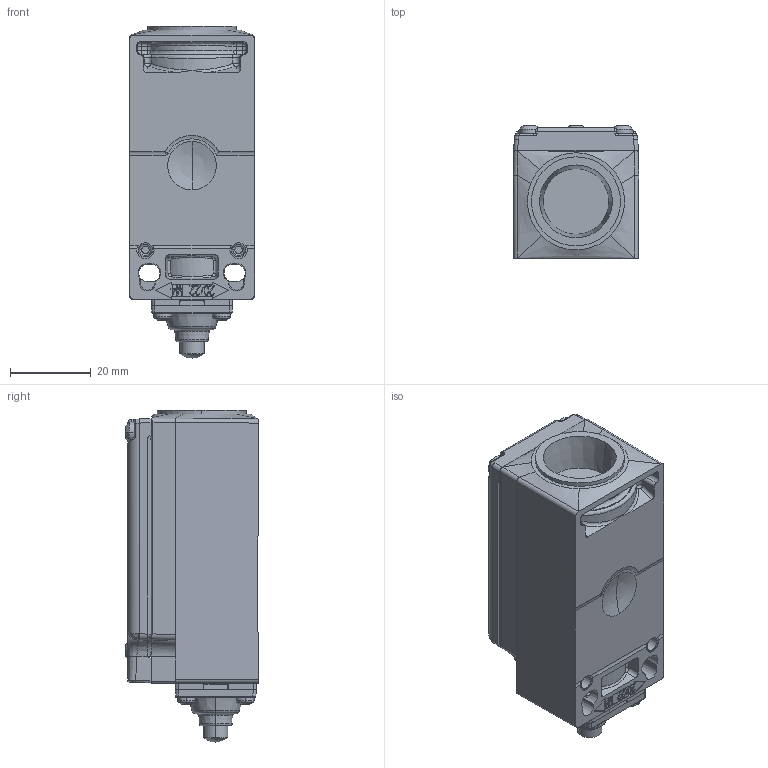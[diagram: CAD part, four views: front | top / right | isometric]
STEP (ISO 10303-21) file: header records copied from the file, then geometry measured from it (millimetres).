
FILE_DESCRIPTION((''),'2;1');
FILE_NAME('ROHTEIL_SW0001','2016-06-03T',('sharbsmeier'),('.steute Schaltgeräte GmbH, Löhne'),'PRO/ENGINEER BY PARAMETRIC TECHNOLOGY CORPORATION, 2015070','PRO/ENGINEER BY PARAMETRIC TECHNOLOGY CORPORATION, 2015070','');
FILE_SCHEMA(('CONFIG_CONTROL_DESIGN'));
Length unit declared in the file: millimetre
Products named in the file (1): ROHTEIL_SW0001
Bounding box: 31 x 32.75 x 82 mm (x, y, z)
Surface area: 14485.8 mm2 (no closed solid volume)
Topology: 0 solids, 31 shells, 503 faces, 1838 edges, 1335 vertices
Faces by surface type: plane 193, cylinder 159, bspline 72, cone 32, torus 25, sphere 20, extrusion 2
Entity records: 24341 total; most frequent: CARTESIAN_POINT 9437, ORIENTED_EDGE 2946, DIRECTION 2889, EDGE_CURVE 1833, VERTEX_POINT 1335, VECTOR 1025, LINE 1023, AXIS2_PLACEMENT_3D 932
